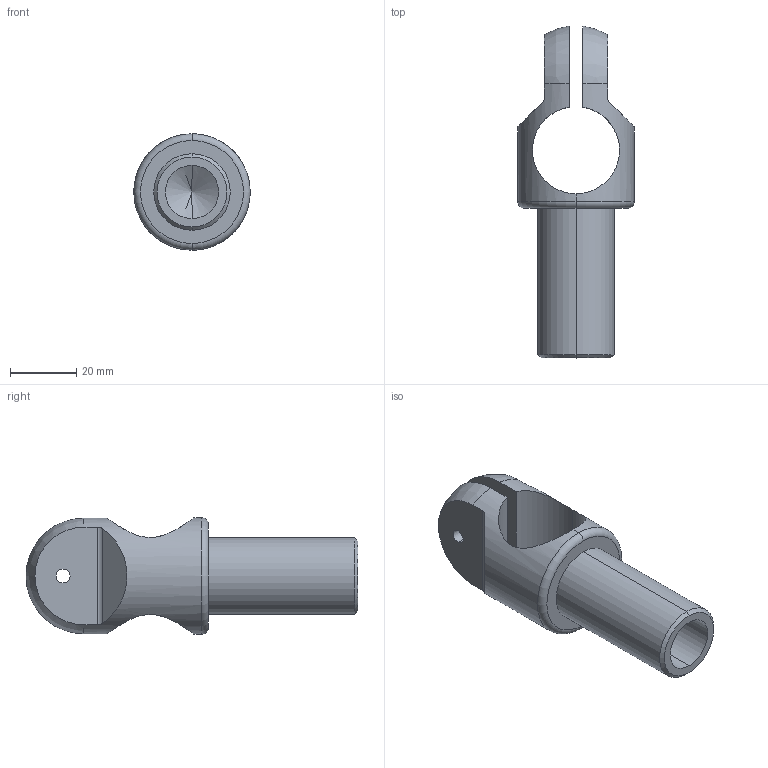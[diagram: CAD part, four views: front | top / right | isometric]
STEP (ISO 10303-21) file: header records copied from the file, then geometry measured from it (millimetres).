
FILE_DESCRIPTION (( 'STEP AP203' ), '1' );
FILE_NAME ('VT-MOD-ANTC-USI-0015A-MANCHON ANTICHUTE.STEP', '2023-05-04T07:15:25', ( '' ), ( '' ), 'SwSTEP 2.0', 'SolidWorks 2016', '' );
FILE_SCHEMA (( 'CONFIG_CONTROL_DESIGN' ));
Length unit declared in the file: millimetre
Products named in the file (1): VT-MOD-ANTC-USI-0015A-MANCHON ANTICHUTE
Bounding box: 35 x 99.89 x 35 mm (x, y, z)
Volume: 31690.2 mm3; surface area: 14302.6 mm2
Topology: 1 solids, 1 shells, 31 faces, 78 edges, 49 vertices
Faces by surface type: cylinder 15, plane 8, cone 4, torus 2, sphere 2
Entity records: 1231 total; most frequent: CARTESIAN_POINT 411, DIRECTION 158, ORIENTED_EDGE 152, EDGE_CURVE 76, AXIS2_PLACEMENT_3D 64, VERTEX_POINT 49, EDGE_LOOP 37, CIRCLE 32
